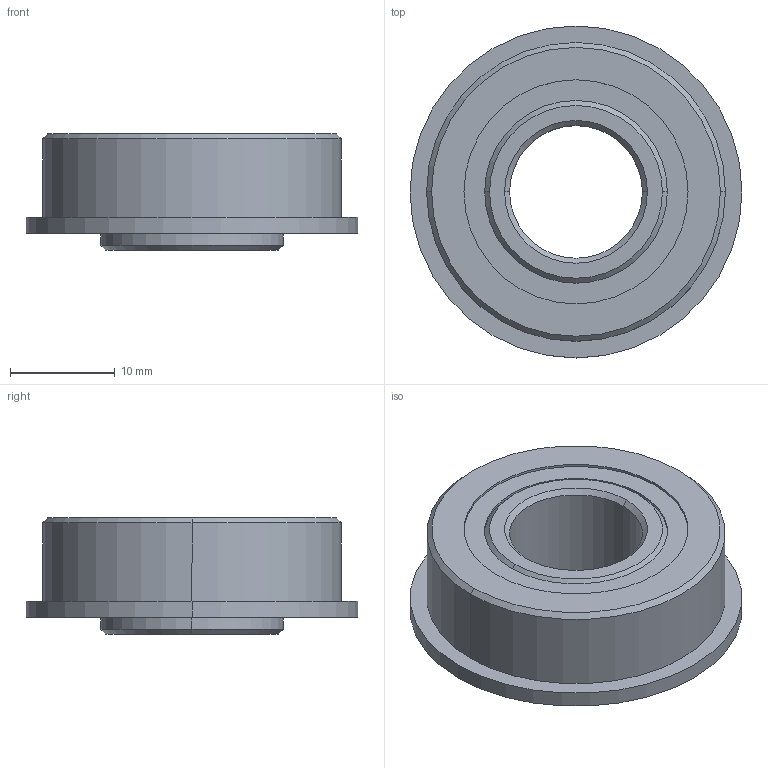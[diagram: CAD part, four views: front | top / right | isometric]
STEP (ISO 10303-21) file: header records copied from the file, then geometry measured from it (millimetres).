
FILE_DESCRIPTION (( 'STEP AP203' ), '1' );
FILE_NAME ('6384K361.STEP', '2017-08-01T15:53:56', ( '' ), ( '' ), 'SwSTEP 2.0', 'SolidWorks 2016', '' );
FILE_SCHEMA (( 'CONFIG_CONTROL_DESIGN' ));
Length unit declared in the file: inch
Products named in the file (1): 6384K361
Bounding box: 31.75 x 31.75 x 11.13 mm (x, y, z)
Volume: 4857.3 mm3; surface area: 5785.4 mm2
Topology: 16 solids, 16 shells, 71 faces, 178 edges, 116 vertices
Faces by surface type: sphere 24, cylinder 22, cone 10, plane 9, torus 6
Entity records: 1775 total; most frequent: DIRECTION 348, CARTESIAN_POINT 270, ORIENTED_EDGE 236, AXIS2_PLACEMENT_3D 158, EDGE_CURVE 118, CIRCLE 86, VERTEX_POINT 80, EDGE_LOOP 80
